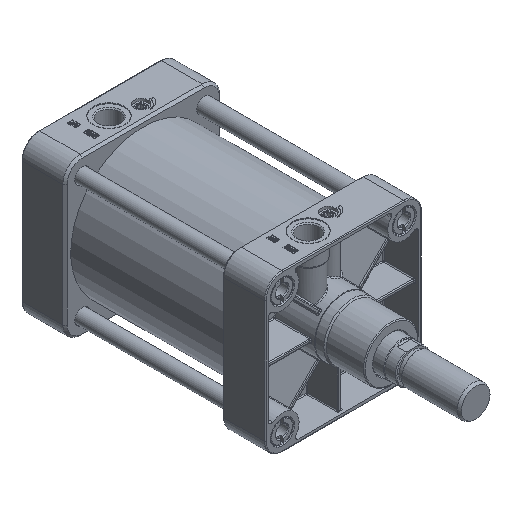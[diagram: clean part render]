
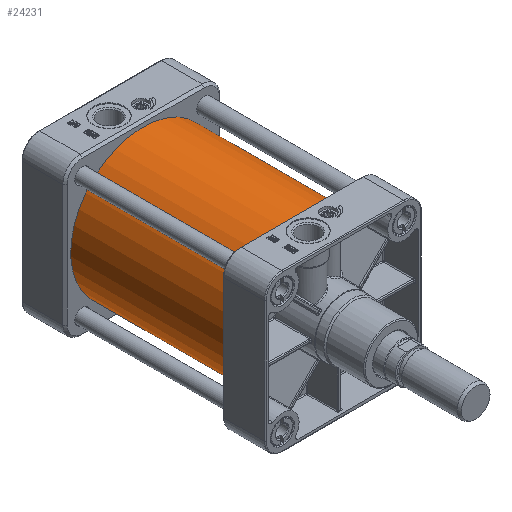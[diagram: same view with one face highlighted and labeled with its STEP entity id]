
A CAD part, isometric view. The second image highlights one B-rep face of the part: STEP entity #24231.
In plain terms, the highlighted cylindrical face has radius 83.5 mm (diameter 167 mm), a full revolution.
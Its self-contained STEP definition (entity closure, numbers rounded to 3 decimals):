
#24180=CARTESIAN_POINT('',(-32.,-90.0,77.125));
#24181=VERTEX_POINT('',#24180);
#24182=CARTESIAN_POINT('',(0.0,-90.0,0.0));
#24183=DIRECTION('',(0.0,1.0,0.0));
#24184=DIRECTION('',(1.0,0.0,0.0));
#24185=AXIS2_PLACEMENT_3D('',#24182,#24183,#24184);
#24186=CIRCLE('',#24185,83.5);
#24187=EDGE_CURVE('',#24181,#24181,#24186,.T.);
#24212=CARTESIAN_POINT('',(0.0,0.0,0.0));
#24213=DIRECTION('',(0.0,1.0,0.0));
#24214=DIRECTION('',(1.0,0.0,0.0));
#24215=AXIS2_PLACEMENT_3D('',#24212,#24213,#24214);
#24216=CYLINDRICAL_SURFACE('',#24215,83.5);
#24217=CARTESIAN_POINT('',(-32.,90.0,77.125));
#24218=VERTEX_POINT('',#24217);
#24219=CARTESIAN_POINT('',(0.0,90.0,0.0));
#24220=DIRECTION('',(0.0,-1.0,0.0));
#24221=DIRECTION('',(1.0,0.0,0.0));
#24222=AXIS2_PLACEMENT_3D('',#24219,#24220,#24221);
#24223=CIRCLE('',#24222,83.5);
#24224=EDGE_CURVE('',#24218,#24218,#24223,.T.);
#24225=ORIENTED_EDGE('',*,*,#24224,.T.);
#24226=EDGE_LOOP('',(#24225));
#24227=FACE_OUTER_BOUND('',#24226,.T.);
#24228=ORIENTED_EDGE('',*,*,#24187,.T.);
#24229=EDGE_LOOP('',(#24228));
#24230=FACE_BOUND('',#24229,.T.);
#24231=ADVANCED_FACE('',(#24227,#24230),#24216,.T.);
